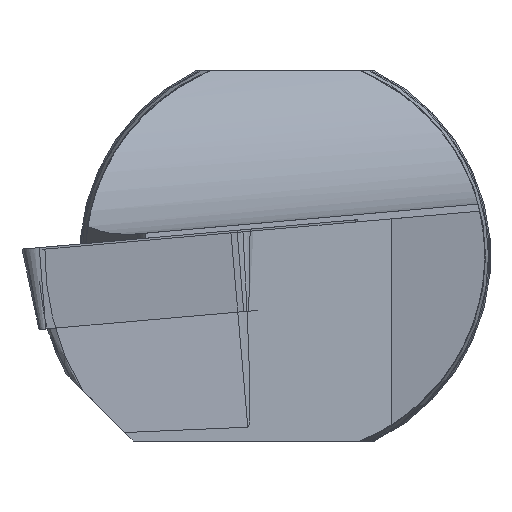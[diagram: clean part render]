
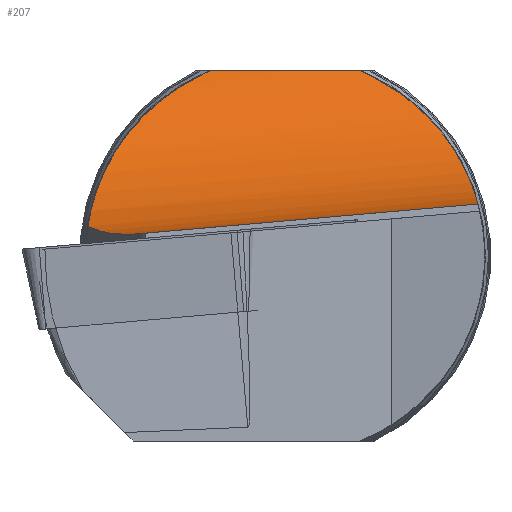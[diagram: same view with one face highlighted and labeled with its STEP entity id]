
A CAD part, left-side view. The second image highlights one B-rep face of the part: STEP entity #207.
In plain terms, the highlighted cylindrical face has radius 12.5 mm (diameter 25 mm), a partial arc.
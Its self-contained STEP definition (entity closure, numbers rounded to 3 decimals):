
#76=ELLIPSE('',#876,143.618,12.5);
#77=ELLIPSE('',#877,14.029,12.5);
#95=CYLINDRICAL_SURFACE('',#878,12.5);
#110=LINE('',#1391,#156);
#156=VECTOR('',#1011,1.);
#207=ADVANCED_FACE('',(#262),#95,.F.);
#262=FACE_OUTER_BOUND('',#304,.T.);
#304=EDGE_LOOP('',(#436,#437,#438,#439,#440,#441,#442));
#436=ORIENTED_EDGE('',*,*,#742,.F.);
#437=ORIENTED_EDGE('',*,*,#740,.T.);
#438=ORIENTED_EDGE('',*,*,#721,.F.);
#439=ORIENTED_EDGE('',*,*,#743,.F.);
#440=ORIENTED_EDGE('',*,*,#744,.F.);
#441=ORIENTED_EDGE('',*,*,#745,.F.);
#442=ORIENTED_EDGE('',*,*,#715,.T.);
#630=VERTEX_POINT('',#1230);
#632=VERTEX_POINT('',#1249);
#638=VERTEX_POINT('',#1280);
#639=VERTEX_POINT('',#1287);
#647=VERTEX_POINT('',#1379);
#648=VERTEX_POINT('',#1390);
#649=VERTEX_POINT('',#1392);
#715=EDGE_CURVE('',#630,#632,#820,.T.);
#721=EDGE_CURVE('',#638,#639,#822,.T.);
#740=EDGE_CURVE('',#647,#639,#832,.T.);
#742=EDGE_CURVE('',#647,#632,#76,.T.);
#743=EDGE_CURVE('',#648,#638,#77,.T.);
#744=EDGE_CURVE('',#649,#648,#110,.T.);
#745=EDGE_CURVE('',#630,#649,#834,.T.);
#820=B_SPLINE_CURVE_WITH_KNOTS('',3,(#1250,#1251,#1252,#1253),
 .UNSPECIFIED.,.F.,.F.,(4,4),(0.,1.),.UNSPECIFIED.);
#822=B_SPLINE_CURVE_WITH_KNOTS('',3,(#1281,#1282,#1283,#1284,#1285,#1286),
 .UNSPECIFIED.,.F.,.F.,(4,2,4),(0.,0.5,1.),.UNSPECIFIED.);
#832=B_SPLINE_CURVE_WITH_KNOTS('',3,(#1375,#1376,#1377,#1378),
 .UNSPECIFIED.,.F.,.F.,(4,4),(0.,1.),.UNSPECIFIED.);
#834=B_SPLINE_CURVE_WITH_KNOTS('',3,(#1393,#1394,#1395,#1396,#1397,#1398,
#1399,#1400),.UNSPECIFIED.,.F.,.F.,(4,2,2,4),(0.,0.25,0.5,1.),
 .UNSPECIFIED.);
#876=AXIS2_PLACEMENT_3D('',#1388,#1007,#1008);
#877=AXIS2_PLACEMENT_3D('',#1389,#1009,#1010);
#878=AXIS2_PLACEMENT_3D('',#1401,#1012,#1013);
#1007=DIRECTION('',(0.,0.,-1.));
#1008=DIRECTION('',(-0.053,0.999,0.));
#1009=DIRECTION('',(0.5,-0.863,0.075));
#1010=DIRECTION('',(0.866,0.498,-0.044));
#1011=DIRECTION('',(-0.052,0.995,-0.087));
#1012=DIRECTION('',(-0.052,0.995,-0.087));
#1013=DIRECTION('',(0.,-0.087,-0.996));
#1230=CARTESIAN_POINT('',(25.064,-17.796,8.419));
#1249=CARTESIAN_POINT('',(25.218,-17.152,8.725));
#1250=CARTESIAN_POINT('',(25.064,-17.796,8.419));
#1251=CARTESIAN_POINT('',(25.119,-17.584,8.524));
#1252=CARTESIAN_POINT('',(25.171,-17.37,8.627));
#1253=CARTESIAN_POINT('',(25.218,-17.152,8.725));
#1280=CARTESIAN_POINT('',(16.998,-3.901,1.159));
#1281=CARTESIAN_POINT('',(16.998,-3.901,1.159));
#1282=CARTESIAN_POINT('',(19.12,-4.001,1.828));
#1283=CARTESIAN_POINT('',(21.035,-4.242,3.11));
#1284=CARTESIAN_POINT('',(23.821,-5.974,6.089));
#1285=CARTESIAN_POINT('',(24.638,-7.527,7.683));
#1286=CARTESIAN_POINT('',(25.064,-9.537,8.581));
#1287=CARTESIAN_POINT('',(25.064,-9.537,8.581));
#1375=CARTESIAN_POINT('',(25.131,-9.868,8.725));
#1376=CARTESIAN_POINT('',(25.109,-9.758,8.678));
#1377=CARTESIAN_POINT('',(25.087,-9.647,8.63));
#1378=CARTESIAN_POINT('',(25.064,-9.537,8.581));
#1379=CARTESIAN_POINT('',(25.131,-9.868,8.725));
#1388=CARTESIAN_POINT('',(10.677,46.562,8.725));
#1389=CARTESIAN_POINT('',(13.387,-4.938,13.231));
#1390=CARTESIAN_POINT('',(13.387,-6.027,0.778));
#1391=CARTESIAN_POINT('',(14.369,-24.704,2.412));
#1392=CARTESIAN_POINT('',(14.272,-22.86,2.251));
#1393=CARTESIAN_POINT('',(25.064,-17.796,8.419));
#1394=CARTESIAN_POINT('',(24.781,-18.875,7.885));
#1395=CARTESIAN_POINT('',(24.327,-19.797,7.17));
#1396=CARTESIAN_POINT('',(23.015,-21.219,5.682));
#1397=CARTESIAN_POINT('',(22.155,-21.72,4.916));
#1398=CARTESIAN_POINT('',(19.191,-22.738,3.001));
#1399=CARTESIAN_POINT('',(16.738,-22.86,2.251));
#1400=CARTESIAN_POINT('',(14.272,-22.86,2.251));
#1401=CARTESIAN_POINT('',(14.369,-23.614,14.865));
